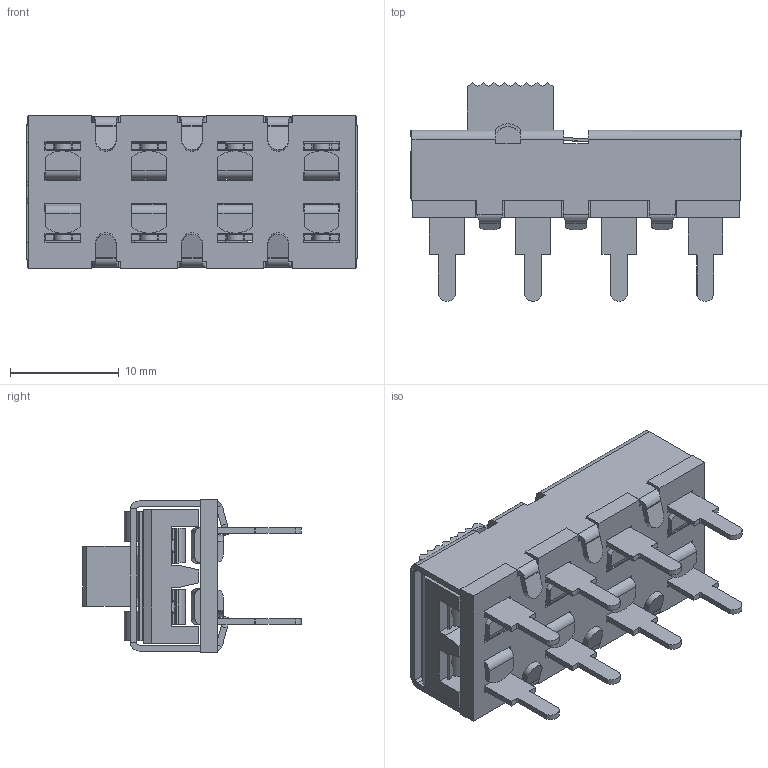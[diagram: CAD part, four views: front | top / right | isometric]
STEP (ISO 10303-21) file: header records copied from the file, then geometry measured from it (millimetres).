
FILE_DESCRIPTION((''),'2;1');
FILE_NAME('G-1128S-0057_3D MODEL.stp','2015-12-21T09:29:28',('dwiltbank'),(''),'Autodesk Inventor 2011','Autodesk Inventor 2011','');
FILE_SCHEMA(('AUTOMOTIVE_DESIGN { 1 0 10303 214 1 1 1 1 }'));
Length unit declared in the file: inch
Products named in the file (1): G-1128S-0057_Shrinkwrap_1
Bounding box: 30.48 x 20.11 x 14.12 mm (x, y, z)
Surface area: 5264.5 mm2 (no closed solid volume)
Topology: 0 solids, 16 shells, 691 faces, 1883 edges, 1224 vertices
Faces by surface type: plane 485, cylinder 170, bspline 20, sphere 16
Full cylindrical faces by diameter (mm): 1.397 x4, 1.727 x4
Entity records: 22689 total; most frequent: CARTESIAN_POINT 4211, ORIENTED_EDGE 3750, DIRECTION 3525, EDGE_CURVE 1875, VECTOR 1489, LINE 1489, VERTEX_POINT 1224, AXIS2_PLACEMENT_3D 1018
